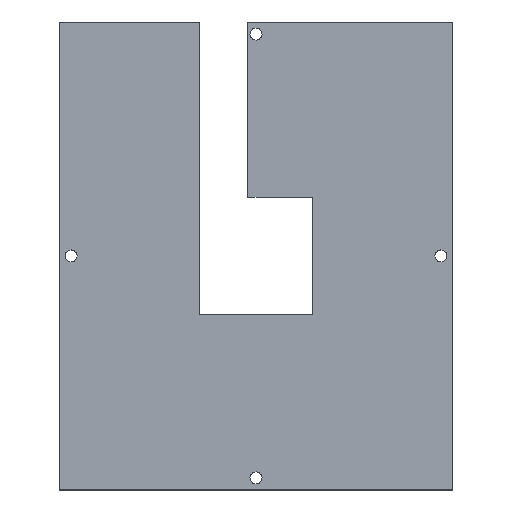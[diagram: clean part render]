
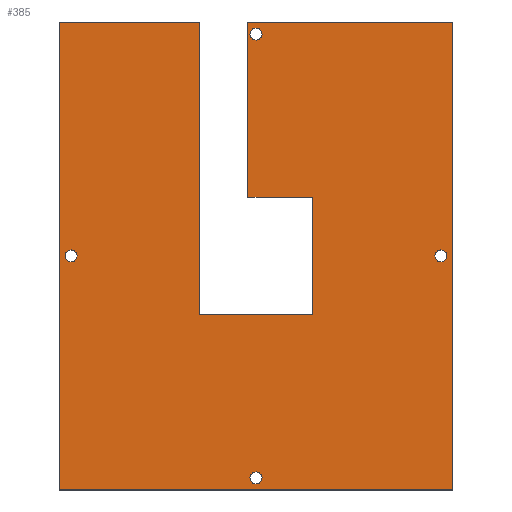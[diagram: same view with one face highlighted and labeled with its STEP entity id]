
A CAD part, top view. The second image highlights one B-rep face of the part: STEP entity #385.
In plain terms, the highlighted planar face has unit normal (0, 0, 1).
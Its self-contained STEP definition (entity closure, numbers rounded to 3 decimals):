
#31=LINE('',#596,#61);
#34=LINE('',#602,#64);
#36=LINE('',#606,#66);
#38=LINE('',#610,#68);
#40=LINE('',#614,#70);
#42=LINE('',#618,#72);
#44=LINE('',#622,#74);
#46=LINE('',#626,#76);
#48=LINE('',#630,#78);
#49=LINE('',#632,#79);
#61=VECTOR('',#476,1000.);
#64=VECTOR('',#481,1000.);
#66=VECTOR('',#485,1000.);
#68=VECTOR('',#489,1000.);
#70=VECTOR('',#493,1000.);
#72=VECTOR('',#497,1000.);
#74=VECTOR('',#501,1000.);
#76=VECTOR('',#505,1000.);
#78=VECTOR('',#509,1000.);
#79=VECTOR('',#512,1000.);
#134=ORIENTED_EDGE('',*,*,#206,.T.);
#135=ORIENTED_EDGE('',*,*,#207,.T.);
#136=ORIENTED_EDGE('',*,*,#208,.T.);
#137=ORIENTED_EDGE('',*,*,#209,.T.);
#138=ORIENTED_EDGE('',*,*,#187,.T.);
#139=ORIENTED_EDGE('',*,*,#190,.T.);
#140=ORIENTED_EDGE('',*,*,#192,.F.);
#141=ORIENTED_EDGE('',*,*,#194,.T.);
#142=ORIENTED_EDGE('',*,*,#196,.T.);
#143=ORIENTED_EDGE('',*,*,#198,.T.);
#144=ORIENTED_EDGE('',*,*,#200,.F.);
#145=ORIENTED_EDGE('',*,*,#202,.F.);
#146=ORIENTED_EDGE('',*,*,#204,.T.);
#147=ORIENTED_EDGE('',*,*,#205,.F.);
#187=EDGE_CURVE('',#233,#232,#31,.T.);
#190=EDGE_CURVE('',#232,#234,#34,.T.);
#192=EDGE_CURVE('',#235,#234,#36,.T.);
#194=EDGE_CURVE('',#235,#236,#38,.T.);
#196=EDGE_CURVE('',#236,#237,#40,.T.);
#198=EDGE_CURVE('',#237,#238,#42,.T.);
#200=EDGE_CURVE('',#239,#238,#44,.T.);
#202=EDGE_CURVE('',#240,#239,#46,.T.);
#204=EDGE_CURVE('',#240,#241,#48,.T.);
#205=EDGE_CURVE('',#233,#241,#49,.T.);
#206=EDGE_CURVE('',#242,#242,#258,.T.);
#207=EDGE_CURVE('',#243,#243,#259,.T.);
#208=EDGE_CURVE('',#244,#244,#260,.T.);
#209=EDGE_CURVE('',#245,#245,#261,.T.);
#232=VERTEX_POINT('',#595);
#233=VERTEX_POINT('',#597);
#234=VERTEX_POINT('',#601);
#235=VERTEX_POINT('',#605);
#236=VERTEX_POINT('',#609);
#237=VERTEX_POINT('',#613);
#238=VERTEX_POINT('',#617);
#239=VERTEX_POINT('',#621);
#240=VERTEX_POINT('',#625);
#241=VERTEX_POINT('',#629);
#242=VERTEX_POINT('',#635);
#243=VERTEX_POINT('',#637);
#244=VERTEX_POINT('',#639);
#245=VERTEX_POINT('',#641);
#258=CIRCLE('',#427,1.3);
#259=CIRCLE('',#428,1.3);
#260=CIRCLE('',#429,1.3);
#261=CIRCLE('',#430,1.3);
#285=EDGE_LOOP('',(#134));
#286=EDGE_LOOP('',(#135));
#287=EDGE_LOOP('',(#136));
#288=EDGE_LOOP('',(#137));
#289=EDGE_LOOP('',(#138,#139,#140,#141,#142,#143,#144,#145,#146,#147));
#329=FACE_BOUND('',#285,.T.);
#330=FACE_BOUND('',#286,.T.);
#331=FACE_BOUND('',#287,.T.);
#332=FACE_BOUND('',#288,.T.);
#333=FACE_BOUND('',#289,.T.);
#369=PLANE('',#426);
#385=ADVANCED_FACE('',(#329,#330,#331,#332,#333),#369,.T.);
#426=AXIS2_PLACEMENT_3D('',#633,#513,#514);
#427=AXIS2_PLACEMENT_3D('',#634,#515,#516);
#428=AXIS2_PLACEMENT_3D('',#636,#517,#518);
#429=AXIS2_PLACEMENT_3D('',#638,#519,#520);
#430=AXIS2_PLACEMENT_3D('',#640,#521,#522);
#476=DIRECTION('',(1.,0.,0.));
#481=DIRECTION('',(0.,-1.,0.));
#485=DIRECTION('',(1.,0.,0.));
#489=DIRECTION('',(0.,1.,0.));
#493=DIRECTION('',(-1.,0.,0.));
#497=DIRECTION('',(0.,-1.,0.));
#501=DIRECTION('',(-1.,0.,0.));
#505=DIRECTION('',(0.,-1.,0.));
#509=DIRECTION('',(-1.,0.,0.));
#512=DIRECTION('',(0.,1.,0.));
#513=DIRECTION('',(0.,0.,1.));
#514=DIRECTION('',(1.,0.,0.));
#515=DIRECTION('',(0.,0.,-1.));
#516=DIRECTION('',(-1.,0.,0.));
#517=DIRECTION('',(0.,0.,-1.));
#518=DIRECTION('',(-1.,0.,0.));
#519=DIRECTION('',(0.,0.,-1.));
#520=DIRECTION('',(-1.,0.,0.));
#521=DIRECTION('',(0.,0.,-1.));
#522=DIRECTION('',(-1.,0.,0.));
#595=CARTESIAN_POINT('',(12.25,12.75,3.));
#596=CARTESIAN_POINT('',(5.25,12.75,3.));
#597=CARTESIAN_POINT('',(-1.75,12.75,3.));
#601=CARTESIAN_POINT('',(12.25,-12.75,3.));
#602=CARTESIAN_POINT('',(12.25,0.,3.));
#605=CARTESIAN_POINT('',(-12.25,-12.75,3.));
#606=CARTESIAN_POINT('',(0.,-12.75,3.));
#609=CARTESIAN_POINT('',(-12.25,50.6,3.));
#610=CARTESIAN_POINT('',(-12.25,31.675,3.));
#613=CARTESIAN_POINT('',(-42.6,50.6,3.));
#614=CARTESIAN_POINT('',(-27.425,50.6,3.));
#617=CARTESIAN_POINT('',(-42.6,-50.6,3.));
#618=CARTESIAN_POINT('',(-42.6,0.,3.));
#621=CARTESIAN_POINT('',(42.6,-50.6,3.));
#622=CARTESIAN_POINT('',(0.,-50.6,3.));
#625=CARTESIAN_POINT('',(42.6,50.6,3.));
#626=CARTESIAN_POINT('',(42.6,0.,3.));
#629=CARTESIAN_POINT('',(-1.75,50.6,3.));
#630=CARTESIAN_POINT('',(20.425,50.6,3.));
#632=CARTESIAN_POINT('',(-1.75,31.675,3.));
#633=CARTESIAN_POINT('',(0.,0.,3.));
#634=CARTESIAN_POINT('',(0.,48.,3.));
#635=CARTESIAN_POINT('',(-1.3,48.,3.));
#636=CARTESIAN_POINT('',(0.,-48.,3.));
#637=CARTESIAN_POINT('',(-1.3,-48.,3.));
#638=CARTESIAN_POINT('',(40.,0.,3.));
#639=CARTESIAN_POINT('',(38.7,0.,3.));
#640=CARTESIAN_POINT('',(-40.,0.,3.));
#641=CARTESIAN_POINT('',(-41.3,0.,3.));
